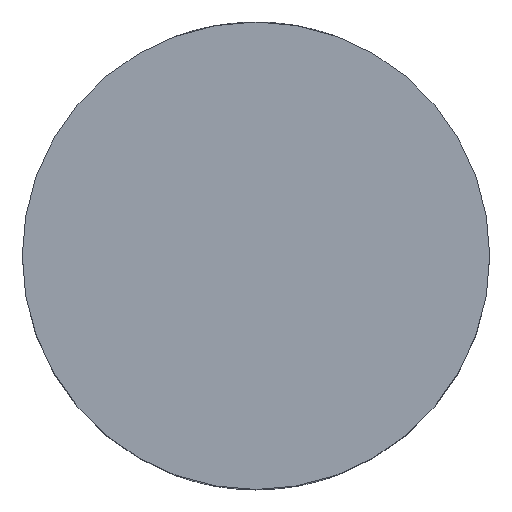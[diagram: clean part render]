
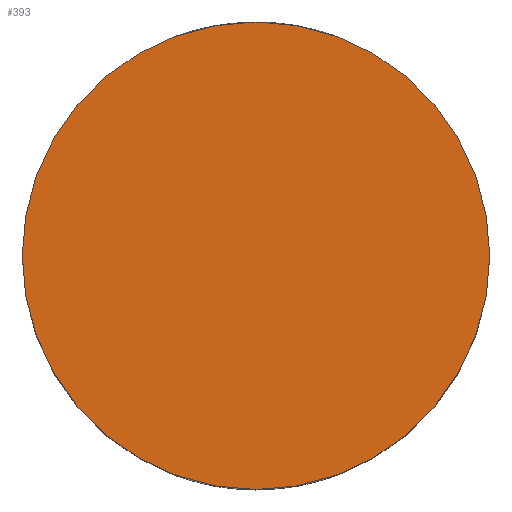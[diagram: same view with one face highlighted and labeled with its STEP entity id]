
A CAD part, top view. The second image highlights one B-rep face of the part: STEP entity #393.
In plain terms, the highlighted planar face has unit normal (0, 0, 1).
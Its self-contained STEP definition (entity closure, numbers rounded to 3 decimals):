
#307 = AXIS2_PLACEMENT_3D ( 'NONE', #3093, #2210, #2620 ) ;
#393 = ADVANCED_FACE ( 'NONE', ( #886 ), #2539, .T. ) ;
#737 = EDGE_CURVE ( 'NONE', #1835, #2746, #2420, .T. ) ;
#886 = FACE_OUTER_BOUND ( 'NONE', #3198, .T. ) ;
#918 = DIRECTION ( 'NONE',  ( 0., 0., 1. ) ) ;
#1028 = DIRECTION ( 'NONE',  ( 0., 0., 1. ) ) ;
#1709 = ORIENTED_EDGE ( 'NONE', *, *, #5408, .T. ) ;
#1835 = VERTEX_POINT ( 'NONE', #1887 ) ;
#1887 = CARTESIAN_POINT ( 'NONE',  ( -11., 0., 13. ) ) ;
#2115 = DIRECTION ( 'NONE',  ( 1., 0., 0. ) ) ;
#2210 = DIRECTION ( 'NONE',  ( 0., 0., 1. ) ) ;
#2420 = CIRCLE ( 'NONE', #5076, 11. ) ;
#2539 = PLANE ( 'NONE',  #4899 ) ;
#2620 = DIRECTION ( 'NONE',  ( 1., 0., 0. ) ) ;
#2746 = VERTEX_POINT ( 'NONE', #3558 ) ;
#3073 = CARTESIAN_POINT ( 'NONE',  ( 0., 0., 13. ) ) ;
#3093 = CARTESIAN_POINT ( 'NONE',  ( 0., 0., 13. ) ) ;
#3198 = EDGE_LOOP ( 'NONE', ( #4665, #1709 ) ) ;
#3293 = CIRCLE ( 'NONE', #307, 11. ) ;
#3558 = CARTESIAN_POINT ( 'NONE',  ( 11., 0., 13. ) ) ;
#3583 = DIRECTION ( 'NONE',  ( 1., 0., 0. ) ) ;
#4068 = CARTESIAN_POINT ( 'NONE',  ( 0., 0., 13. ) ) ;
#4665 = ORIENTED_EDGE ( 'NONE', *, *, #737, .T. ) ;
#4899 = AXIS2_PLACEMENT_3D ( 'NONE', #3073, #918, #2115 ) ;
#5076 = AXIS2_PLACEMENT_3D ( 'NONE', #4068, #1028, #3583 ) ;
#5408 = EDGE_CURVE ( 'NONE', #2746, #1835, #3293, .T. ) ;
